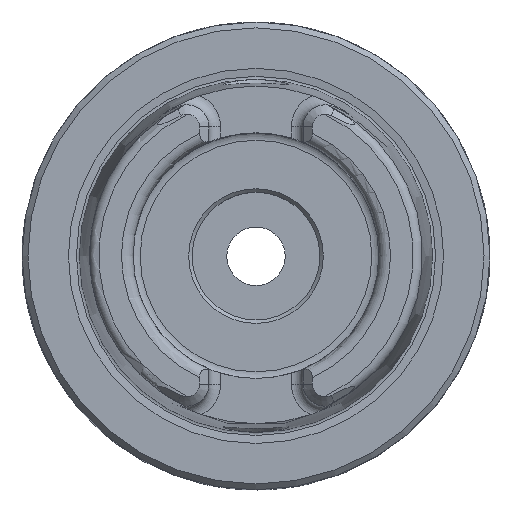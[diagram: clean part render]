
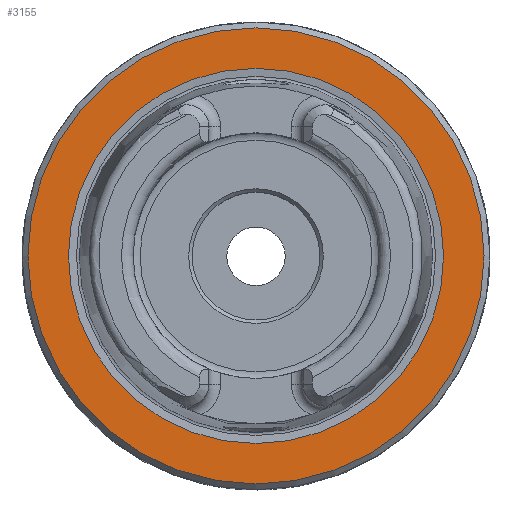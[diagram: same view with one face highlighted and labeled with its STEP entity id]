
A CAD part, top view. The second image highlights one B-rep face of the part: STEP entity #3155.
In plain terms, the highlighted planar face has unit normal (0, 0, 1).
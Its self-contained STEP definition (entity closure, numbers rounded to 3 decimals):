
#117=PLANE('',#3380);
#808=ORIENTED_EDGE('',*,*,#1258,.T.);
#809=ORIENTED_EDGE('',*,*,#1259,.F.);
#1258=EDGE_CURVE('',#1487,#1487,#1597,.T.);
#1259=EDGE_CURVE('',#1488,#1488,#1598,.T.);
#1487=VERTEX_POINT('',#5061);
#1488=VERTEX_POINT('',#5064);
#1597=CIRCLE('',#3379,16.04);
#1598=CIRCLE('',#3381,19.5);
#1750=EDGE_LOOP('',(#808));
#1751=EDGE_LOOP('',(#809));
#1950=FACE_BOUND('',#1750,.T.);
#1951=FACE_BOUND('',#1751,.T.);
#3155=ADVANCED_FACE('',(#1950,#1951),#117,.T.);
#3379=AXIS2_PLACEMENT_3D('',#5060,#3901,#3902);
#3380=AXIS2_PLACEMENT_3D('',#5062,#3903,#3904);
#3381=AXIS2_PLACEMENT_3D('',#5063,#3905,#3906);
#3901=DIRECTION('',(0.,0.,-1.));
#3902=DIRECTION('',(-1.,0.,0.));
#3903=DIRECTION('',(0.,0.,1.));
#3904=DIRECTION('',(1.,0.,0.));
#3905=DIRECTION('',(0.,0.,-1.));
#3906=DIRECTION('',(-1.,0.,0.));
#5060=CARTESIAN_POINT('',(0.,0.,0.));
#5061=CARTESIAN_POINT('',(-16.04,0.,0.));
#5062=CARTESIAN_POINT('',(-16.04,0.,0.));
#5063=CARTESIAN_POINT('',(0.,0.,0.));
#5064=CARTESIAN_POINT('',(-19.5,0.,0.));
